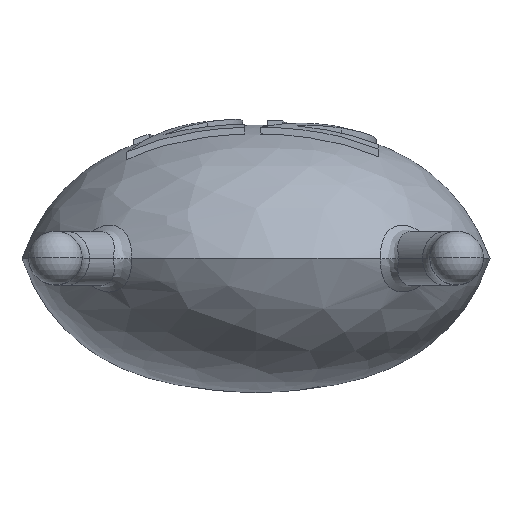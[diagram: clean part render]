
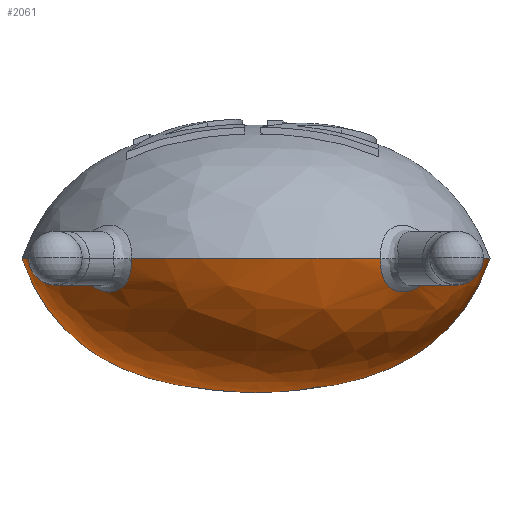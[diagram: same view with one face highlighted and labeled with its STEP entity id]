
A CAD part, top view. The second image highlights one B-rep face of the part: STEP entity #2061.
In plain terms, the highlighted free-form (B-spline) face has degree [3, 3] with [6, 4] control points.
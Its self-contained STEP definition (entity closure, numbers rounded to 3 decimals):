
#93 = DIRECTION ( 'NONE',  ( 0., 1., 0. ) ) ;
#113 = AXIS2_PLACEMENT_3D ( 'NONE', #2055, #2515, #2043 ) ;
#128 = CARTESIAN_POINT ( 'NONE',  ( -1.443, -0.547, 0. ) ) ;
#129 = ORIENTED_EDGE ( 'NONE', *, *, #599, .F. ) ;
#134 = EDGE_CURVE ( 'NONE', #1663, #1897, #469, .T. ) ;
#142 = CARTESIAN_POINT ( 'NONE',  ( 0., -1., 0. ) ) ;
#157 = CARTESIAN_POINT ( 'NONE',  ( 0.974, -0.876, 0. ) ) ;
#165 = CARTESIAN_POINT ( 'NONE',  ( -1.75, 0., 0. ) ) ;
#173 = CARTESIAN_POINT ( 'NONE',  ( 0., -1., 0. ) ) ;
#275 = CARTESIAN_POINT ( 'NONE',  ( 1.36, 0., 1.102 ) ) ;
#349 = CARTESIAN_POINT ( 'NONE',  ( -0.927, -0.068, 1.457 ) ) ;
#355 = CARTESIAN_POINT ( 'NONE',  ( 0.526, -0.99, 1.052 ) ) ;
#356 = CARTESIAN_POINT ( 'NONE',  ( -1.038, -0.249, 1.27 ) ) ;
#390 = CARTESIAN_POINT ( 'NONE',  ( 0.974, -0.876, 1.948 ) ) ;
#410 = CARTESIAN_POINT ( 'NONE',  ( 0.974, -0.876, 0. ) ) ;
#433 =( BOUNDED_SURFACE ( )  B_SPLINE_SURFACE ( 3, 3, ( 
 ( #2846, #1506, #2188, #165 ),
 ( #1765, #1525, #1076, #1498 ),
 ( #2422, #837, #1295, #128 ),
 ( #157, #390, #622, #1752 ),
 ( #851, #355, #1960, #593 ),
 ( #826, #1046, #2634, #2471 ) ),
 .UNSPECIFIED., .F., .F., .F. ) 
 B_SPLINE_SURFACE_WITH_KNOTS ( ( 4, 1, 1, 4 ),
 ( 4, 4 ),
 ( 0., 0.387, 0.487, 1. ),
 ( 0., 1. ),
 .UNSPECIFIED. ) 
 GEOMETRIC_REPRESENTATION_ITEM ( )  RATIONAL_B_SPLINE_SURFACE ( (
 ( 1., 0.333, 0.333, 1.),
 ( 1., 0.333, 0.333, 1.),
 ( 1., 0.333, 0.333, 1.),
 ( 1., 0.333, 0.333, 1.),
 ( 1., 0.333, 0.333, 1.),
 ( 1., 0.333, 0.333, 1.) ) ) 
 REPRESENTATION_ITEM ( '' )  SURFACE ( )  );
#469 = B_SPLINE_CURVE_WITH_KNOTS ( 'NONE', 3,
 ( #2672, #1097, #1336, #410, #1546, #173 ),
 .UNSPECIFIED., .F., .F.,
 ( 4, 1, 1, 4 ),
 ( 0., 0.387, 0.487, 1. ),
 .UNSPECIFIED. ) ;
#523 = CARTESIAN_POINT ( 'NONE',  ( -0.934, 0., 1.48 ) ) ;
#563 = ORIENTED_EDGE ( 'NONE', *, *, #2066, .F. ) ;
#565 = DIRECTION ( 'NONE',  ( 0., 0., 1. ) ) ;
#593 = CARTESIAN_POINT ( 'NONE',  ( -0.526, -0.99, 0. ) ) ;
#599 = EDGE_CURVE ( 'NONE', #2868, #1663, #2240, .T. ) ;
#622 = CARTESIAN_POINT ( 'NONE',  ( -0.974, -0.876, 1.948 ) ) ;
#634 = ORIENTED_EDGE ( 'NONE', *, *, #1401, .T. ) ;
#688 = CARTESIAN_POINT ( 'NONE',  ( 0.934, 0., 1.48 ) ) ;
#692 = CIRCLE ( 'NONE', #1059, 1.75 ) ;
#702 = CARTESIAN_POINT ( 'NONE',  ( 1.303, -0.132, 1.091 ) ) ;
#746 = ORIENTED_EDGE ( 'NONE', *, *, #134, .F. ) ;
#800 = CARTESIAN_POINT ( 'NONE',  ( -1.341, -0.068, 1.088 ) ) ;
#821 = CARTESIAN_POINT ( 'NONE',  ( -1.443, -0.547, 0. ) ) ;
#826 = CARTESIAN_POINT ( 'NONE',  ( 0., -1., 0. ) ) ;
#837 = CARTESIAN_POINT ( 'NONE',  ( 1.443, -0.547, 2.886 ) ) ;
#851 = CARTESIAN_POINT ( 'NONE',  ( 0.526, -0.99, 0. ) ) ;
#924 = AXIS2_PLACEMENT_3D ( 'NONE', #2903, #1338, #2921 ) ;
#975 = CARTESIAN_POINT ( 'NONE',  ( 1.36, 0., 1.102 ) ) ;
#985 = B_SPLINE_CURVE_WITH_KNOTS ( 'NONE', 3,
 ( #2816, #349, #2144, #2626, #356, #1475, #2152, #2620, #800, #2589 ),
 .UNSPECIFIED., .F., .F.,
 ( 4, 2, 2, 2, 4 ),
 ( 0., 0., 0., 0.001, 0.001 ),
 .UNSPECIFIED. ) ;
#1026 = CARTESIAN_POINT ( 'NONE',  ( 0., 0., 0. ) ) ;
#1046 = CARTESIAN_POINT ( 'NONE',  ( 0., -1., 0. ) ) ;
#1059 = AXIS2_PLACEMENT_3D ( 'NONE', #1026, #93, #565 ) ;
#1076 = CARTESIAN_POINT ( 'NONE',  ( -1.65, -0.292, 3.301 ) ) ;
#1097 = CARTESIAN_POINT ( 'NONE',  ( 1.65, -0.292, 0. ) ) ;
#1182 = CARTESIAN_POINT ( 'NONE',  ( 1.039, -0.249, 1.269 ) ) ;
#1190 = CARTESIAN_POINT ( 'NONE',  ( 1.144, -0.252, 1.173 ) ) ;
#1217 = B_SPLINE_CURVE_WITH_KNOTS ( 'NONE', 3,
 ( #275, #2547, #702, #2538, #1190, #1182, #1387, #1620, #2769, #1648 ),
 .UNSPECIFIED., .F., .F.,
 ( 4, 2, 2, 2, 4 ),
 ( 0., 0., 0., 0.001, 0.001 ),
 .UNSPECIFIED. ) ;
#1295 = CARTESIAN_POINT ( 'NONE',  ( -1.443, -0.547, 2.886 ) ) ;
#1336 = CARTESIAN_POINT ( 'NONE',  ( 1.443, -0.547, 0. ) ) ;
#1338 = DIRECTION ( 'NONE',  ( 0., 1., 0. ) ) ;
#1380 = EDGE_CURVE ( 'NONE', #2905, #1798, #692, .T. ) ;
#1387 = CARTESIAN_POINT ( 'NONE',  ( 0.995, -0.222, 1.324 ) ) ;
#1401 = EDGE_CURVE ( 'NONE', #1926, #1798, #985, .T. ) ;
#1475 = CARTESIAN_POINT ( 'NONE',  ( -1.143, -0.252, 1.174 ) ) ;
#1498 = CARTESIAN_POINT ( 'NONE',  ( -1.65, -0.292, 0. ) ) ;
#1506 = CARTESIAN_POINT ( 'NONE',  ( 1.75, 0., 3.5 ) ) ;
#1525 = CARTESIAN_POINT ( 'NONE',  ( 1.65, -0.292, 3.301 ) ) ;
#1546 = CARTESIAN_POINT ( 'NONE',  ( 0.526, -0.99, 0. ) ) ;
#1620 = CARTESIAN_POINT ( 'NONE',  ( 0.938, -0.13, 1.418 ) ) ;
#1648 = CARTESIAN_POINT ( 'NONE',  ( 0.934, 0., 1.48 ) ) ;
#1652 = EDGE_CURVE ( 'NONE', #2868, #2198, #1217, .T. ) ;
#1663 = VERTEX_POINT ( 'NONE', #1853 ) ;
#1752 = CARTESIAN_POINT ( 'NONE',  ( -0.974, -0.876, 0. ) ) ;
#1765 = CARTESIAN_POINT ( 'NONE',  ( 1.65, -0.292, 0. ) ) ;
#1780 = ORIENTED_EDGE ( 'NONE', *, *, #1652, .T. ) ;
#1798 = VERTEX_POINT ( 'NONE', #2047 ) ;
#1853 = CARTESIAN_POINT ( 'NONE',  ( 1.75, 0., 0. ) ) ;
#1886 = CARTESIAN_POINT ( 'NONE',  ( -1.75, 0., 0. ) ) ;
#1897 = VERTEX_POINT ( 'NONE', #2709 ) ;
#1926 = VERTEX_POINT ( 'NONE', #523 ) ;
#1930 = B_SPLINE_CURVE_WITH_KNOTS ( 'NONE', 3,
 ( #1955, #2371, #821, #2400, #2611, #142 ),
 .UNSPECIFIED., .F., .F.,
 ( 4, 1, 1, 4 ),
 ( 0., 0.387, 0.487, 1. ),
 .UNSPECIFIED. ) ;
#1955 = CARTESIAN_POINT ( 'NONE',  ( -1.75, 0., 0. ) ) ;
#1960 = CARTESIAN_POINT ( 'NONE',  ( -0.526, -0.99, 1.052 ) ) ;
#2043 = DIRECTION ( 'NONE',  ( 0., 0., 1. ) ) ;
#2047 = CARTESIAN_POINT ( 'NONE',  ( -1.36, 0., 1.102 ) ) ;
#2055 = CARTESIAN_POINT ( 'NONE',  ( 0., 0., 0. ) ) ;
#2061 = ADVANCED_FACE ( 'NONE', ( #2811 ), #433, .F. ) ;
#2066 = EDGE_CURVE ( 'NONE', #1926, #2198, #2604, .T. ) ;
#2144 = CARTESIAN_POINT ( 'NONE',  ( -0.939, -0.13, 1.418 ) ) ;
#2152 = CARTESIAN_POINT ( 'NONE',  ( -1.204, -0.226, 1.133 ) ) ;
#2188 = CARTESIAN_POINT ( 'NONE',  ( -1.75, 0., 3.5 ) ) ;
#2198 = VERTEX_POINT ( 'NONE', #688 ) ;
#2240 = CIRCLE ( 'NONE', #113, 1.75 ) ;
#2371 = CARTESIAN_POINT ( 'NONE',  ( -1.65, -0.292, 0. ) ) ;
#2400 = CARTESIAN_POINT ( 'NONE',  ( -0.974, -0.876, 0. ) ) ;
#2422 = CARTESIAN_POINT ( 'NONE',  ( 1.443, -0.547, 0. ) ) ;
#2471 = CARTESIAN_POINT ( 'NONE',  ( 0., -1., 0. ) ) ;
#2515 = DIRECTION ( 'NONE',  ( 0., 1., 0. ) ) ;
#2538 = CARTESIAN_POINT ( 'NONE',  ( 1.204, -0.226, 1.133 ) ) ;
#2547 = CARTESIAN_POINT ( 'NONE',  ( 1.341, -0.068, 1.088 ) ) ;
#2552 = EDGE_LOOP ( 'NONE', ( #2662, #2759, #746, #129, #1780, #563, #634 ) ) ;
#2589 = CARTESIAN_POINT ( 'NONE',  ( -1.36, 0., 1.102 ) ) ;
#2604 = CIRCLE ( 'NONE', #924, 1.75 ) ;
#2611 = CARTESIAN_POINT ( 'NONE',  ( -0.526, -0.99, 0. ) ) ;
#2620 = CARTESIAN_POINT ( 'NONE',  ( -1.303, -0.133, 1.091 ) ) ;
#2626 = CARTESIAN_POINT ( 'NONE',  ( -0.994, -0.221, 1.324 ) ) ;
#2634 = CARTESIAN_POINT ( 'NONE',  ( 0., -1., 0. ) ) ;
#2662 = ORIENTED_EDGE ( 'NONE', *, *, #1380, .F. ) ;
#2672 = CARTESIAN_POINT ( 'NONE',  ( 1.75, 0., 0. ) ) ;
#2691 = EDGE_CURVE ( 'NONE', #2905, #1897, #1930, .T. ) ;
#2709 = CARTESIAN_POINT ( 'NONE',  ( 0., -1., 0. ) ) ;
#2759 = ORIENTED_EDGE ( 'NONE', *, *, #2691, .T. ) ;
#2769 = CARTESIAN_POINT ( 'NONE',  ( 0.927, -0.068, 1.457 ) ) ;
#2811 = FACE_OUTER_BOUND ( 'NONE', #2552, .T. ) ;
#2816 = CARTESIAN_POINT ( 'NONE',  ( -0.934, 0., 1.48 ) ) ;
#2846 = CARTESIAN_POINT ( 'NONE',  ( 1.75, 0., 0. ) ) ;
#2868 = VERTEX_POINT ( 'NONE', #975 ) ;
#2903 = CARTESIAN_POINT ( 'NONE',  ( 0., 0., 0. ) ) ;
#2905 = VERTEX_POINT ( 'NONE', #1886 ) ;
#2921 = DIRECTION ( 'NONE',  ( 0., 0., 1. ) ) ;
